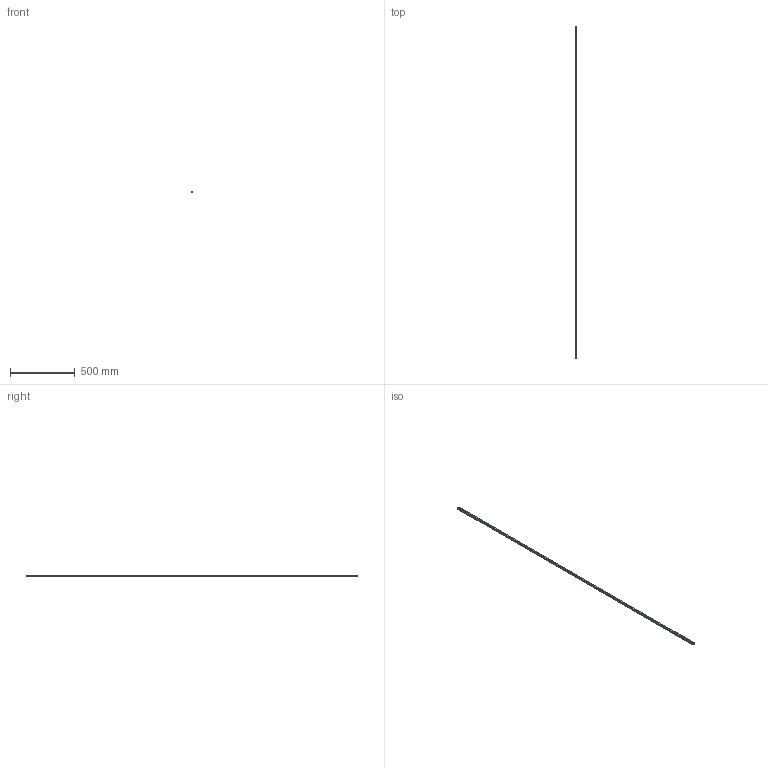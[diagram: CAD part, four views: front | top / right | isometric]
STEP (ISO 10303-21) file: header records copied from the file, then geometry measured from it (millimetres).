
FILE_DESCRIPTION(('STEP AP214'),'1');
FILE_NAME('cctmp_7E24338E-878B-4974-8AF6-074F8832797C_2020_5_5_13_41_42_128..stp','2020-05-05T11:41:42',('HIWIN GmbH'),('CADClick - www.CADClick.com'),'Spatial InterOp 3D',' ','unknown authorization');
FILE_SCHEMA(('AUTOMOTIVE_DESIGN'));
Length unit declared in the file: millimetre
Products named in the file (1): HGR15R2570H_FILE
Bounding box: 15 x 2570 x 15 mm (x, y, z)
Volume: 472130.8 mm3; surface area: 171195.9 mm2
Topology: 1 solids, 1 shells, 502 faces, 1101 edges, 734 vertices
Faces by surface type: cylinder 284, plane 218
Entity records: 18073 total; most frequent: DIRECTION 2675, CARTESIAN_POINT 2338, ORIENTED_EDGE 2202, EDGE_CURVE 1101, AXIS2_PLACEMENT_3D 1071, VERTEX_POINT 734, EDGE_LOOP 635, CIRCLE 568
